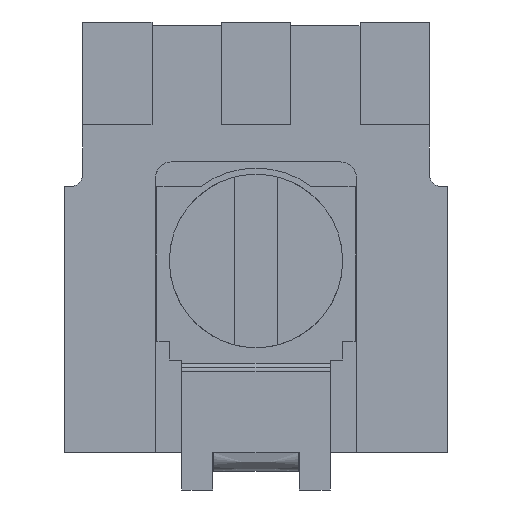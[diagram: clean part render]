
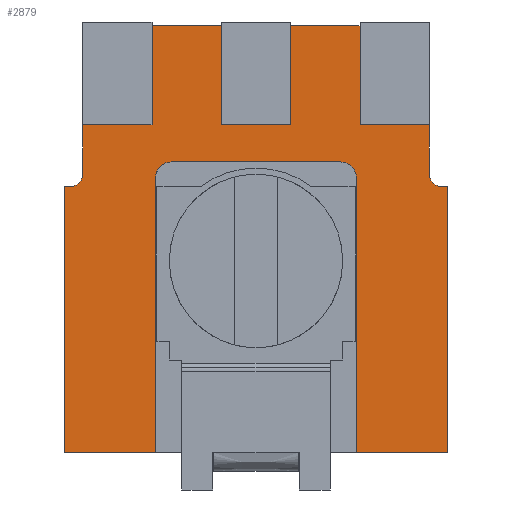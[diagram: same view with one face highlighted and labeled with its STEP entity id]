
A CAD part, front view. The second image highlights one B-rep face of the part: STEP entity #2879.
In plain terms, the highlighted free-form (B-spline) face has degree [1, 1] with [2, 2] control points.
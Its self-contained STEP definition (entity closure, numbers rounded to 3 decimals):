
#251=DIRECTION('',(1.,0.,0.));
#252=VECTOR('',#251,0.56);
#253=CARTESIAN_POINT('',(-1.4,-1.1,0.));
#254=LINE('',#253,#252);
#255=DIRECTION('',(0.,1.,0.));
#256=VECTOR('',#255,0.8);
#257=CARTESIAN_POINT('',(-0.84,-1.9,0.));
#258=LINE('',#257,#256);
#259=DIRECTION('',(1.,0.,0.));
#260=VECTOR('',#259,0.56);
#261=CARTESIAN_POINT('',(-0.84,-1.9,0.));
#262=LINE('',#261,#260);
#263=DIRECTION('',(0.,1.,0.));
#264=VECTOR('',#263,0.8);
#265=CARTESIAN_POINT('',(-0.28,-1.9,0.));
#266=LINE('',#265,#264);
#267=DIRECTION('',(1.,0.,0.));
#268=VECTOR('',#267,0.56);
#269=CARTESIAN_POINT('',(-0.28,-1.1,0.));
#270=LINE('',#269,#268);
#271=DIRECTION('',(0.,1.,0.));
#272=VECTOR('',#271,0.8);
#273=CARTESIAN_POINT('',(0.28,-1.9,0.));
#274=LINE('',#273,#272);
#275=DIRECTION('',(1.,0.,0.));
#276=VECTOR('',#275,0.56);
#277=CARTESIAN_POINT('',(0.28,-1.9,0.));
#278=LINE('',#277,#276);
#279=DIRECTION('',(0.,1.,0.));
#280=VECTOR('',#279,0.8);
#281=CARTESIAN_POINT('',(0.84,-1.9,0.));
#282=LINE('',#281,#280);
#283=DIRECTION('',(1.,0.,0.));
#284=VECTOR('',#283,0.56);
#285=CARTESIAN_POINT('',(0.84,-1.1,0.));
#286=LINE('',#285,#284);
#287=DIRECTION('',(0.,1.,0.));
#288=VECTOR('',#287,0.4);
#289=CARTESIAN_POINT('',(1.4,-1.1,0.));
#290=LINE('',#289,#288);
#291=CARTESIAN_POINT('',(1.5,-0.7,0.));
#292=DIRECTION('',(0.,0.,1.));
#293=DIRECTION('',(0.,1.,0.));
#294=AXIS2_PLACEMENT_3D('',#291,#292,#293);
#296=DIRECTION('',(-1.,0.,0.));
#297=VECTOR('',#296,0.05);
#298=CARTESIAN_POINT('',(1.55,-0.6,0.));
#299=LINE('',#298,#297);
#300=DIRECTION('',(0.,1.,0.));
#301=VECTOR('',#300,2.15);
#302=CARTESIAN_POINT('',(1.55,-0.6,0.));
#303=LINE('',#302,#301);
#304=DIRECTION('',(-1.,0.,0.));
#305=VECTOR('',#304,0.74);
#306=CARTESIAN_POINT('',(1.55,1.55,0.));
#307=LINE('',#306,#305);
#308=DIRECTION('',(0.,-1.,0.));
#309=VECTOR('',#308,2.223);
#310=CARTESIAN_POINT('',(0.81,1.55,0.));
#311=LINE('',#310,#309);
#312=CARTESIAN_POINT('',(0.683,-0.673,0.));
#313=DIRECTION('',(0.,0.,-1.));
#314=DIRECTION('',(1.,0.,0.));
#315=AXIS2_PLACEMENT_3D('',#312,#313,#314);
#317=DIRECTION('',(-1.,0.,0.));
#318=VECTOR('',#317,1.368);
#319=CARTESIAN_POINT('',(0.683,-0.8,0.));
#320=LINE('',#319,#318);
#321=CARTESIAN_POINT('',(-0.685,-0.673,0.));
#322=DIRECTION('',(0.,0.,-1.));
#323=DIRECTION('',(0.,-1.,0.));
#324=AXIS2_PLACEMENT_3D('',#321,#322,#323);
#326=DIRECTION('',(0.,-1.,0.));
#327=VECTOR('',#326,2.223);
#328=CARTESIAN_POINT('',(-0.812,1.55,0.));
#329=LINE('',#328,#327);
#330=DIRECTION('',(-1.,0.,0.));
#331=VECTOR('',#330,0.738);
#332=CARTESIAN_POINT('',(-0.812,1.55,0.));
#333=LINE('',#332,#331);
#334=DIRECTION('',(0.,-1.,0.));
#335=VECTOR('',#334,2.15);
#336=CARTESIAN_POINT('',(-1.55,1.55,0.));
#337=LINE('',#336,#335);
#338=DIRECTION('',(1.,0.,0.));
#339=VECTOR('',#338,0.05);
#340=CARTESIAN_POINT('',(-1.55,-0.6,0.));
#341=LINE('',#340,#339);
#342=CARTESIAN_POINT('',(-1.5,-0.7,0.));
#343=DIRECTION('',(0.,0.,1.));
#344=DIRECTION('',(1.,0.,0.));
#345=AXIS2_PLACEMENT_3D('',#342,#343,#344);
#347=DIRECTION('',(0.,1.,0.));
#348=VECTOR('',#347,0.4);
#349=CARTESIAN_POINT('',(-1.4,-1.1,0.));
#350=LINE('',#349,#348);
#1952=CARTESIAN_POINT('',(-1.55,1.55,0.));
#1953=VERTEX_POINT('',#1952);
#1954=CARTESIAN_POINT('',(1.55,1.55,0.));
#1955=VERTEX_POINT('',#1954);
#1956=CARTESIAN_POINT('',(1.55,-0.6,0.));
#1957=CARTESIAN_POINT('',(1.5,-0.6,0.));
#1958=VERTEX_POINT('',#1956);
#1959=VERTEX_POINT('',#1957);
#1960=CARTESIAN_POINT('',(1.4,-0.7,0.));
#1961=VERTEX_POINT('',#1960);
#1962=CARTESIAN_POINT('',(-1.4,-0.7,0.));
#1963=CARTESIAN_POINT('',(-1.5,-0.6,0.));
#1964=VERTEX_POINT('',#1962);
#1965=VERTEX_POINT('',#1963);
#1966=CARTESIAN_POINT('',(-1.55,-0.6,0.));
#1967=VERTEX_POINT('',#1966);
#1984=CARTESIAN_POINT('',(0.81,1.55,0.));
#1985=CARTESIAN_POINT('',(0.81,-0.673,0.));
#1986=VERTEX_POINT('',#1984);
#1987=VERTEX_POINT('',#1985);
#1988=CARTESIAN_POINT('',(0.683,-0.8,0.));
#1989=CARTESIAN_POINT('',(-0.685,-0.8,0.));
#1990=VERTEX_POINT('',#1988);
#1991=VERTEX_POINT('',#1989);
#1992=CARTESIAN_POINT('',(-0.812,1.55,0.));
#1993=CARTESIAN_POINT('',(-0.812,-0.673,0.));
#1994=VERTEX_POINT('',#1992);
#1995=VERTEX_POINT('',#1993);
#2144=CARTESIAN_POINT('',(-1.4,-1.1,0.));
#2145=CARTESIAN_POINT('',(-0.84,-1.1,0.));
#2146=VERTEX_POINT('',#2144);
#2147=VERTEX_POINT('',#2145);
#2148=CARTESIAN_POINT('',(-0.28,-1.1,0.));
#2149=CARTESIAN_POINT('',(0.28,-1.1,0.));
#2150=VERTEX_POINT('',#2148);
#2151=VERTEX_POINT('',#2149);
#2152=CARTESIAN_POINT('',(0.84,-1.1,0.));
#2153=CARTESIAN_POINT('',(1.4,-1.1,0.));
#2154=VERTEX_POINT('',#2152);
#2155=VERTEX_POINT('',#2153);
#2156=CARTESIAN_POINT('',(-0.84,-1.9,0.));
#2157=VERTEX_POINT('',#2156);
#2158=CARTESIAN_POINT('',(-0.28,-1.9,0.));
#2159=VERTEX_POINT('',#2158);
#2160=CARTESIAN_POINT('',(0.28,-1.9,0.));
#2161=VERTEX_POINT('',#2160);
#2162=CARTESIAN_POINT('',(0.84,-1.9,0.));
#2163=VERTEX_POINT('',#2162);
#2825=CARTESIAN_POINT('',(-1.612,-1.969,0.));
#2826=CARTESIAN_POINT('',(-1.612,1.619,0.));
#2827=CARTESIAN_POINT('',(1.612,-1.969,0.));
#2828=CARTESIAN_POINT('',(1.612,1.619,0.));
#2829=B_SPLINE_SURFACE_WITH_KNOTS('',1,1,((#2825,#2826),(#2827,#2828)),
.UNSPECIFIED.,.F.,.F.,.F.,(2,2),(2,2),(-1.612,1.612),(-1.969,1.619),
.UNSPECIFIED.);
#2831=ORIENTED_EDGE('',*,*,#2830,.T.);
#2833=ORIENTED_EDGE('',*,*,#2832,.F.);
#2835=ORIENTED_EDGE('',*,*,#2834,.T.);
#2837=ORIENTED_EDGE('',*,*,#2836,.T.);
#2839=ORIENTED_EDGE('',*,*,#2838,.T.);
#2841=ORIENTED_EDGE('',*,*,#2840,.F.);
#2843=ORIENTED_EDGE('',*,*,#2842,.T.);
#2845=ORIENTED_EDGE('',*,*,#2844,.T.);
#2847=ORIENTED_EDGE('',*,*,#2846,.T.);
#2849=ORIENTED_EDGE('',*,*,#2848,.T.);
#2851=ORIENTED_EDGE('',*,*,#2850,.F.);
#2853=ORIENTED_EDGE('',*,*,#2852,.F.);
#2855=ORIENTED_EDGE('',*,*,#2854,.T.);
#2857=ORIENTED_EDGE('',*,*,#2856,.T.);
#2859=ORIENTED_EDGE('',*,*,#2858,.T.);
#2861=ORIENTED_EDGE('',*,*,#2860,.T.);
#2863=ORIENTED_EDGE('',*,*,#2862,.T.);
#2865=ORIENTED_EDGE('',*,*,#2864,.T.);
#2866=ORIENTED_EDGE('',*,*,#2815,.F.);
#2868=ORIENTED_EDGE('',*,*,#2867,.T.);
#2870=ORIENTED_EDGE('',*,*,#2869,.T.);
#2872=ORIENTED_EDGE('',*,*,#2871,.T.);
#2874=ORIENTED_EDGE('',*,*,#2873,.F.);
#2876=ORIENTED_EDGE('',*,*,#2875,.F.);
#2877=EDGE_LOOP('',(#2831,#2833,#2835,#2837,#2839,#2841,#2843,#2845,#2847,#2849,
#2851,#2853,#2855,#2857,#2859,#2861,#2863,#2865,#2866,#2868,#2870,#2872,#2874,
#2876));
#2878=FACE_OUTER_BOUND('',#2877,.F.);
#2879=ADVANCED_FACE('',(#2878),#2829,.F.);
#295=CIRCLE('',#294,0.1);
#316=CIRCLE('',#315,0.127);
#325=CIRCLE('',#324,0.127);
#346=CIRCLE('',#345,0.1);
#2815=EDGE_CURVE('',#1994,#1995,#329,.T.);
#2830=EDGE_CURVE('',#2146,#2147,#254,.T.);
#2832=EDGE_CURVE('',#2157,#2147,#258,.T.);
#2834=EDGE_CURVE('',#2157,#2159,#262,.T.);
#2836=EDGE_CURVE('',#2159,#2150,#266,.T.);
#2838=EDGE_CURVE('',#2150,#2151,#270,.T.);
#2840=EDGE_CURVE('',#2161,#2151,#274,.T.);
#2842=EDGE_CURVE('',#2161,#2163,#278,.T.);
#2844=EDGE_CURVE('',#2163,#2154,#282,.T.);
#2846=EDGE_CURVE('',#2154,#2155,#286,.T.);
#2848=EDGE_CURVE('',#2155,#1961,#290,.T.);
#2850=EDGE_CURVE('',#1959,#1961,#295,.T.);
#2852=EDGE_CURVE('',#1958,#1959,#299,.T.);
#2854=EDGE_CURVE('',#1958,#1955,#303,.T.);
#2856=EDGE_CURVE('',#1955,#1986,#307,.T.);
#2858=EDGE_CURVE('',#1986,#1987,#311,.T.);
#2860=EDGE_CURVE('',#1987,#1990,#316,.T.);
#2862=EDGE_CURVE('',#1990,#1991,#320,.T.);
#2864=EDGE_CURVE('',#1991,#1995,#325,.T.);
#2867=EDGE_CURVE('',#1994,#1953,#333,.T.);
#2869=EDGE_CURVE('',#1953,#1967,#337,.T.);
#2871=EDGE_CURVE('',#1967,#1965,#341,.T.);
#2873=EDGE_CURVE('',#1964,#1965,#346,.T.);
#2875=EDGE_CURVE('',#2146,#1964,#350,.T.);
